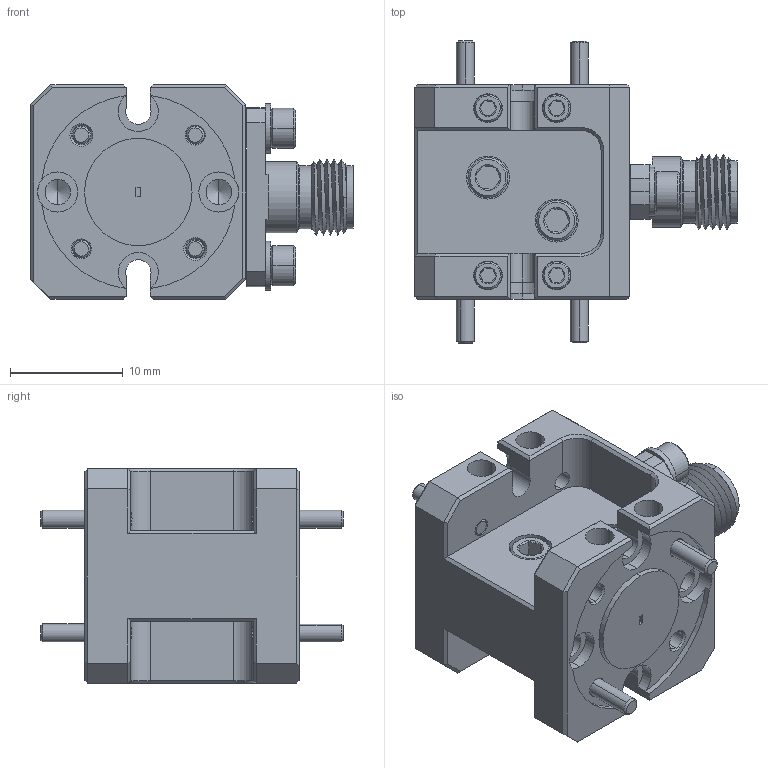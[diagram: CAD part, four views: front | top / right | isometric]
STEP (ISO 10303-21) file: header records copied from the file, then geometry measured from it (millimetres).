
FILE_DESCRIPTION (( 'STEP AP214' ), '1' );
FILE_NAME ('FS-D03-A, Defeatured.STEP', '2024-07-12T21:50:33', ( '' ), ( '' ), 'SwSTEP 2.0', 'SolidWorks 2021', '' );
FILE_SCHEMA (( 'AUTOMOTIVE_DESIGN' ));
Length unit declared in the file: inch
Products named in the file (1): FS-D03-A, Defeatured
Bounding box: 28.57 x 26.8 x 19.05 mm (x, y, z)
Volume: 4726.4 mm3; surface area: 4006.9 mm2
Topology: 15 solids, 15 shells, 509 faces, 1134 edges, 674 vertices
Faces by surface type: plane 230, cone 138, cylinder 137, torus 2, bspline 2
Entity records: 17745 total; most frequent: CARTESIAN_POINT 3238, DIRECTION 2496, ORIENTED_EDGE 2252, EDGE_CURVE 1126, AXIS2_PLACEMENT_3D 932, VERTEX_POINT 674, VECTOR 632, LINE 632
